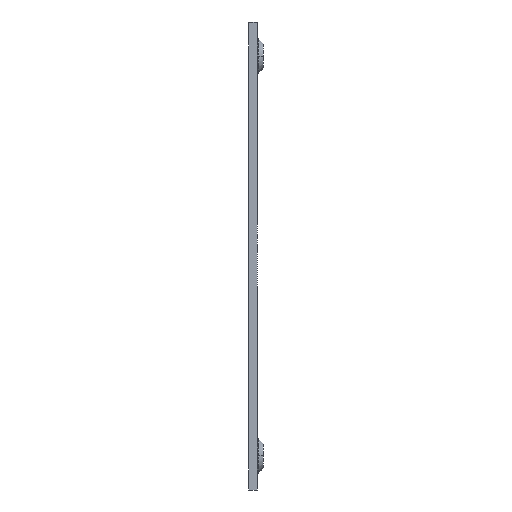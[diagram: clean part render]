
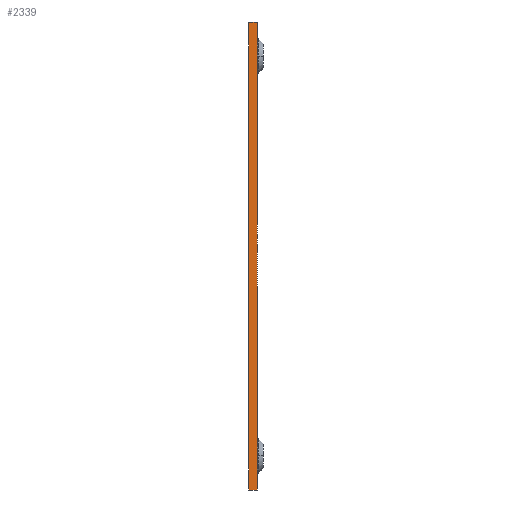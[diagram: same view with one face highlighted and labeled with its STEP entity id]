
A CAD part, left-side view. The second image highlights one B-rep face of the part: STEP entity #2339.
In plain terms, the highlighted planar face has unit normal (-1, 0, 0).
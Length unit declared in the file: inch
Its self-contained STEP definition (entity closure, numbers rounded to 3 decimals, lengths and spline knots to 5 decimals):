
#515 = CARTESIAN_POINT ( 'NONE',  ( -1.34, 0.06, -1.615 ) ) ;
#517 = DIRECTION ( 'NONE',  ( 0., 0., 1. ) ) ;
#518 = VECTOR ( 'NONE', #517, 39.37008 ) ;
#519 = CARTESIAN_POINT ( 'NONE',  ( -1.34, 0.06, -1.615 ) ) ;
#520 = LINE ( 'NONE', #519, #518 ) ;
#521 = CARTESIAN_POINT ( 'NONE',  ( -1.34, 0.06, 1.615 ) ) ;
#712 = CARTESIAN_POINT ( 'NONE',  ( -1.34, 0., 1.615 ) ) ;
#764 = DIRECTION ( 'NONE',  ( 0., -1., 0. ) ) ;
#765 = VECTOR ( 'NONE', #764, 39.37008 ) ;
#766 = CARTESIAN_POINT ( 'NONE',  ( -1.34, 0.06, 1.615 ) ) ;
#767 = LINE ( 'NONE', #766, #765 ) ;
#768 = DIRECTION ( 'NONE',  ( 0., 0., 1. ) ) ;
#769 = DIRECTION ( 'NONE',  ( -1., 0., 0. ) ) ;
#770 = CARTESIAN_POINT ( 'NONE',  ( -1.34, 0.06, -1.615 ) ) ;
#771 = AXIS2_PLACEMENT_3D ( 'NONE', #770, #769, #768 ) ;
#772 = PLANE ( 'NONE',  #771 ) ;
#773 = FACE_OUTER_BOUND ( 'NONE', #2342, .T. ) ;
#826 = DIRECTION ( 'NONE',  ( 0., -1., 0. ) ) ;
#827 = VECTOR ( 'NONE', #826, 39.37008 ) ;
#828 = CARTESIAN_POINT ( 'NONE',  ( -1.34, 0.06, -1.615 ) ) ;
#829 = LINE ( 'NONE', #828, #827 ) ;
#1069 = DIRECTION ( 'NONE',  ( 0., 0., 1. ) ) ;
#1070 = VECTOR ( 'NONE', #1069, 39.37008 ) ;
#1071 = CARTESIAN_POINT ( 'NONE',  ( -1.34, 0., -1.615 ) ) ;
#1072 = LINE ( 'NONE', #1071, #1070 ) ;
#1193 = VERTEX_POINT ( 'NONE', #1704 ) ;
#1704 = CARTESIAN_POINT ( 'NONE',  ( -1.34, 0., -1.615 ) ) ;
#2103 = VERTEX_POINT ( 'NONE', #521 ) ;
#2104 = EDGE_CURVE ( 'Edge2', #2108, #2103, #520, .T. ) ;
#2108 = VERTEX_POINT ( 'NONE', #515 ) ;
#2234 = VERTEX_POINT ( 'NONE', #712 ) ;
#2339 = ADVANCED_FACE ( 'NONE', ( #773 ), #772, .T. ) ;
#2341 = ORIENTED_EDGE ( 'NONE', *, *, #2464, .T. ) ;
#2342 = EDGE_LOOP ( 'NONE', ( #2343, #2347, #2348, #2341 ) ) ;
#2343 = ORIENTED_EDGE ( 'NONE', *, *, #2344, .F. ) ;
#2344 = EDGE_CURVE ( 'NONE', #2103, #2234, #767, .T. ) ;
#2347 = ORIENTED_EDGE ( 'NONE', *, *, #2104, .F. ) ;
#2348 = ORIENTED_EDGE ( 'NONE', *, *, #2352, .T. ) ;
#2352 = EDGE_CURVE ( 'NONE', #2108, #1193, #829, .T. ) ;
#2464 = EDGE_CURVE ( 'NONE', #1193, #2234, #1072, .T. ) ;
